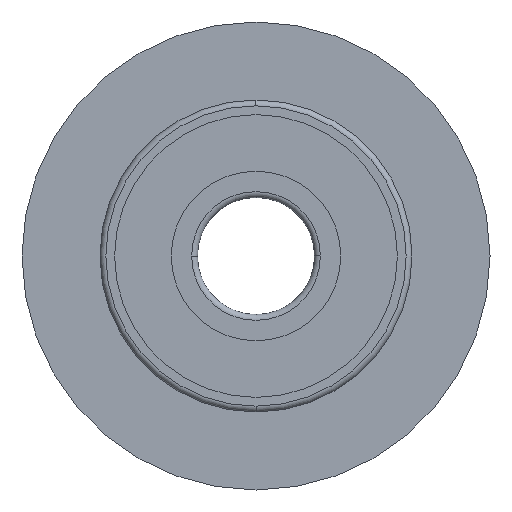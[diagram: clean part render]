
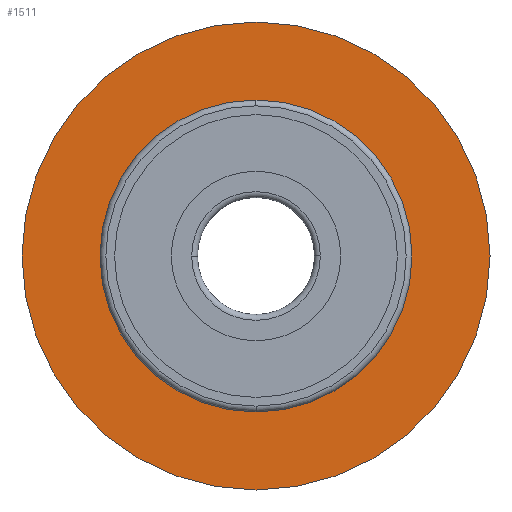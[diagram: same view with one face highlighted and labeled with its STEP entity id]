
A CAD part, left-side view. The second image highlights one B-rep face of the part: STEP entity #1511.
In plain terms, the highlighted face is planar.
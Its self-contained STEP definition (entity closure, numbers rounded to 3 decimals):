
#147 = CARTESIAN_POINT ( 'NONE',  ( 0., 4., 6. ) ) ;
#164 = ORIENTED_EDGE ( 'NONE', *, *, #2708, .T. ) ;
#262 = FACE_OUTER_BOUND ( 'NONE', #1376, .T. ) ;
#315 = CARTESIAN_POINT ( 'NONE',  ( 0., 4., 0. ) ) ;
#512 = EDGE_CURVE ( 'NONE', #1960, #2400, #2053, .T. ) ;
#519 = DIRECTION ( 'NONE',  ( 0., -1., 0. ) ) ;
#540 = DIRECTION ( 'NONE',  ( 0., 0., -1. ) ) ;
#693 = CIRCLE ( 'NONE', #1039, 4. ) ;
#708 = EDGE_CURVE ( 'NONE', #1313, #1883, #1564, .T. ) ;
#803 = ORIENTED_EDGE ( 'NONE', *, *, #2392, .F. ) ;
#868 = ORIENTED_EDGE ( 'NONE', *, *, #708, .T. ) ;
#907 = DIRECTION ( 'NONE',  ( 0., -1., 0. ) ) ;
#1039 = AXIS2_PLACEMENT_3D ( 'NONE', #315, #2701, #540 ) ;
#1118 = CIRCLE ( 'NONE', #2395, 6. ) ;
#1183 = AXIS2_PLACEMENT_3D ( 'NONE', #1263, #2082, #2303 ) ;
#1188 = DIRECTION ( 'NONE',  ( 0., 0., -1. ) ) ;
#1263 = CARTESIAN_POINT ( 'NONE',  ( 0., 4., 0. ) ) ;
#1313 = VERTEX_POINT ( 'NONE', #1379 ) ;
#1358 = FACE_BOUND ( 'NONE', #2407, .T. ) ;
#1376 = EDGE_LOOP ( 'NONE', ( #803, #1840 ) ) ;
#1379 = CARTESIAN_POINT ( 'NONE',  ( 0., 4., -4. ) ) ;
#1401 = DIRECTION ( 'NONE',  ( 0., 0., -1. ) ) ;
#1424 = PLANE ( 'NONE',  #2710 ) ;
#1511 = ADVANCED_FACE ( 'NONE', ( #1358, #262 ), #1424, .F. ) ;
#1564 = CIRCLE ( 'NONE', #1183, 4. ) ;
#1840 = ORIENTED_EDGE ( 'NONE', *, *, #512, .F. ) ;
#1841 = DIRECTION ( 'NONE',  ( 0., -1., 0. ) ) ;
#1854 = CARTESIAN_POINT ( 'NONE',  ( 0., 4., 4. ) ) ;
#1883 = VERTEX_POINT ( 'NONE', #1854 ) ;
#1960 = VERTEX_POINT ( 'NONE', #147 ) ;
#1976 = CARTESIAN_POINT ( 'NONE',  ( 0., 4., 0. ) ) ;
#2053 = CIRCLE ( 'NONE', #2604, 6. ) ;
#2075 = CARTESIAN_POINT ( 'NONE',  ( 0., 4., 0. ) ) ;
#2082 = DIRECTION ( 'NONE',  ( 0., -1., 0. ) ) ;
#2198 = DIRECTION ( 'NONE',  ( 0., 0., -1. ) ) ;
#2225 = CARTESIAN_POINT ( 'NONE',  ( 0., 4., -6. ) ) ;
#2303 = DIRECTION ( 'NONE',  ( 0., 0., -1. ) ) ;
#2392 = EDGE_CURVE ( 'NONE', #2400, #1960, #1118, .T. ) ;
#2395 = AXIS2_PLACEMENT_3D ( 'NONE', #1976, #907, #2198 ) ;
#2400 = VERTEX_POINT ( 'NONE', #2225 ) ;
#2407 = EDGE_LOOP ( 'NONE', ( #868, #164 ) ) ;
#2604 = AXIS2_PLACEMENT_3D ( 'NONE', #2683, #519, #1188 ) ;
#2683 = CARTESIAN_POINT ( 'NONE',  ( 0., 4., 0. ) ) ;
#2701 = DIRECTION ( 'NONE',  ( 0., -1., 0. ) ) ;
#2708 = EDGE_CURVE ( 'NONE', #1883, #1313, #693, .T. ) ;
#2710 = AXIS2_PLACEMENT_3D ( 'NONE', #2075, #1841, #1401 ) ;
